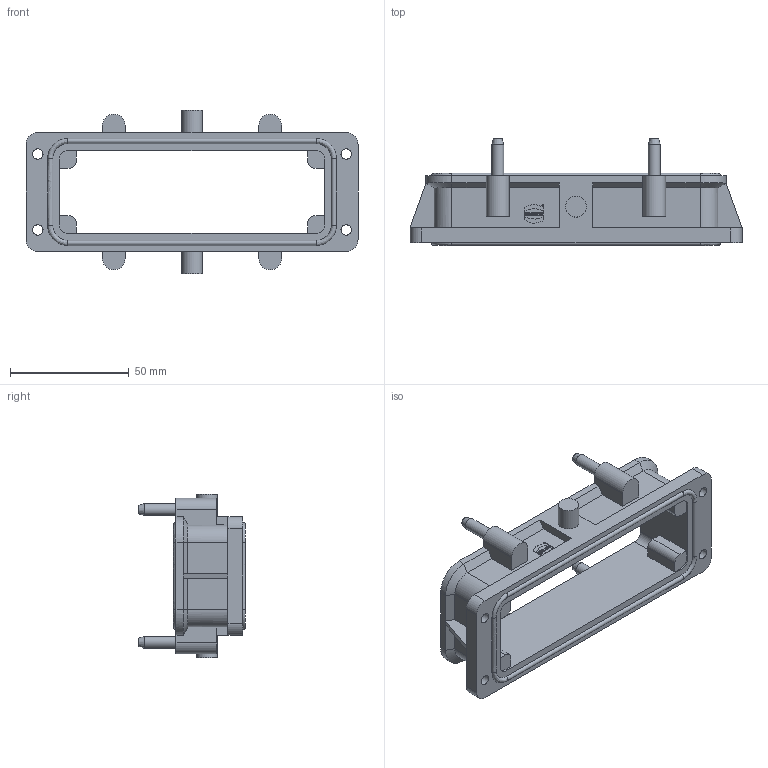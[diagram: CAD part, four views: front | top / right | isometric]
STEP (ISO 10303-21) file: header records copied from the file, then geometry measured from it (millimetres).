
FILE_DESCRIPTION(/* description */ (''),/* implementation_level */ '2;1');
FILE_NAME(/* name */ '100194963ugm000_b.stp',/* time_stamp */ '2017-11-03T16:43:20+01:00',/* author */ (''),/* organization */ (''),/* preprocessor_version */ 'ST-DEVELOPER v16',/* originating_system */ 'SIEMENS PLM Software NX 10.0',/* authorisation */ '');
FILE_SCHEMA (('AUTOMOTIVE_DESIGN { 1 0 10303 214 3 1 1 1 }'));
Length unit declared in the file: millimetre
Products named in the file (1): 100194963ugm000_b
Bounding box: 140 x 45.1 x 69 mm (x, y, z)
Volume: 64926 mm3; surface area: 30997.7 mm2
Topology: 1 solids, 1 shells, 257 faces, 672 edges, 447 vertices
Faces by surface type: plane 178, cylinder 42, bspline 33, cone 4
Full cylindrical faces by diameter (mm): 0.56 x1, 0.785 x1, 3 x4, 4.4 x4, 5 x4, 8.8 x2
Entity records: 9265 total; most frequent: CARTESIAN_POINT 2302, ORIENTED_EDGE 1304, DIRECTION 1204, EDGE_CURVE 652, LINE 490, VECTOR 490, VERTEX_POINT 444, AXIS2_PLACEMENT_3D 357
